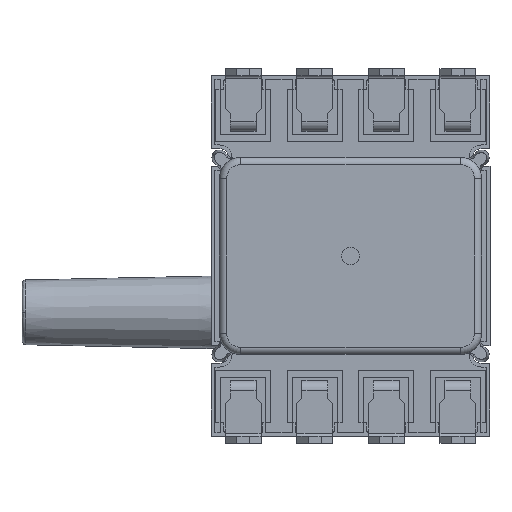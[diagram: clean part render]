
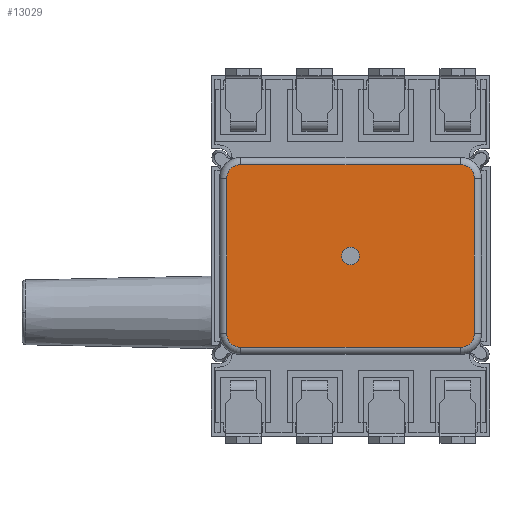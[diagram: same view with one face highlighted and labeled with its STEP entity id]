
A CAD part, front view. The second image highlights one B-rep face of the part: STEP entity #13029.
In plain terms, the highlighted face is planar.
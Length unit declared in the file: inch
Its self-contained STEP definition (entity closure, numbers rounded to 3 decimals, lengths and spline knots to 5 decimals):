
#4266 = EDGE_LOOP ( 'NONE', ( #16878, #16855 ) ) ;
#4268 = EDGE_LOOP ( 'NONE', ( #16828, #16786, #16888, #16859, #16850, #16877, #16841, #16898 ) ) ;
#7613 = VERTEX_POINT ( 'NONE', #9827 ) ;
#7617 = VERTEX_POINT ( 'NONE', #9831 ) ;
#7729 = VERTEX_POINT ( 'NONE', #9911 ) ;
#7735 = VERTEX_POINT ( 'NONE', #9920 ) ;
#7744 = VERTEX_POINT ( 'NONE', #9165 ) ;
#7747 = VERTEX_POINT ( 'NONE', #9155 ) ;
#7749 = VERTEX_POINT ( 'NONE', #9143 ) ;
#7768 = VERTEX_POINT ( 'NONE', #9160 ) ;
#7771 = VERTEX_POINT ( 'NONE', #9135 ) ;
#7787 = VERTEX_POINT ( 'NONE', #9148 ) ;
#7979 = EDGE_CURVE ( 'NONE', #7729, #7771, #17549, .T. ) ;
#7981 = EDGE_CURVE ( 'NONE', #7749, #7744, #17562, .T. ) ;
#7995 = EDGE_CURVE ( 'NONE', #7787, #7729, #17557, .T. ) ;
#7997 = EDGE_CURVE ( 'NONE', #7768, #7749, #17565, .T. ) ;
#8002 = EDGE_CURVE ( 'NONE', #7617, #7613, #17580, .T. ) ;
#8013 = EDGE_CURVE ( 'NONE', #7744, #7735, #17581, .T. ) ;
#8014 = EDGE_CURVE ( 'NONE', #7747, #7787, #17608, .T. ) ;
#8016 = EDGE_CURVE ( 'NONE', #7771, #7768, #17590, .T. ) ;
#8027 = EDGE_CURVE ( 'NONE', #7735, #7747, #17595, .T. ) ;
#9083 = EDGE_CURVE ( 'NONE', #7613, #7617, #10171, .T. ) ;
#9135 = CARTESIAN_POINT ( 'NONE',  ( -0.15354, 0.1063, 0.1276 ) ) ;
#9143 = CARTESIAN_POINT ( 'NONE',  ( 0.17307, 0.1063, 0.10807 ) ) ;
#9148 = CARTESIAN_POINT ( 'NONE',  ( -0.17307, 0.1063, -0.10807 ) ) ;
#9155 = CARTESIAN_POINT ( 'NONE',  ( -0.15354, 0.1063, -0.1276 ) ) ;
#9160 = CARTESIAN_POINT ( 'NONE',  ( 0.15354, 0.1063, 0.1276 ) ) ;
#9165 = CARTESIAN_POINT ( 'NONE',  ( 0.17307, 0.1063, -0.10807 ) ) ;
#9827 = CARTESIAN_POINT ( 'NONE',  ( 0., 0.1063, -0.0125 ) ) ;
#9831 = CARTESIAN_POINT ( 'NONE',  ( 0., 0.1063, 0.0125 ) ) ;
#9911 = CARTESIAN_POINT ( 'NONE',  ( -0.17307, 0.1063, 0.10807 ) ) ;
#9920 = CARTESIAN_POINT ( 'NONE',  ( 0.15354, 0.1063, -0.1276 ) ) ;
#10171 = CIRCLE ( 'NONE', #15822, 0.0125 ) ;
#10776 = FACE_OUTER_BOUND ( 'NONE', #4268, .T. ) ;
#10783 = FACE_BOUND ( 'NONE', #4266, .T. ) ;
#11313 = DIRECTION ( 'NONE',  ( 0., 0., 1. ) ) ;
#11326 = DIRECTION ( 'NONE',  ( 0., 1., 0. ) ) ;
#11348 = CARTESIAN_POINT ( 'NONE',  ( 0., 0.1063, 0. ) ) ;
#13029 = ADVANCED_FACE ( 'NONE', ( #10783, #10776 ), #14456, .T. ) ;
#14447 = DIRECTION ( 'NONE',  ( 0., 0., 1. ) ) ;
#14456 = PLANE ( 'NONE',  #16210 ) ;
#14463 = DIRECTION ( 'NONE',  ( 0., 1., 0. ) ) ;
#14472 = CARTESIAN_POINT ( 'NONE',  ( -0.15354, 0.1063, 0.10807 ) ) ;
#15549 = AXIS2_PLACEMENT_3D ( 'NONE', #18085, #18077, #18079 ) ;
#15551 = AXIS2_PLACEMENT_3D ( 'NONE', #18120, #18122, #18126 ) ;
#15568 = AXIS2_PLACEMENT_3D ( 'NONE', #18059, #18041, #18034 ) ;
#15572 = AXIS2_PLACEMENT_3D ( 'NONE', #18130, #18149, #18132 ) ;
#15574 = AXIS2_PLACEMENT_3D ( 'NONE', #18088, #18089, #18090 ) ;
#15822 = AXIS2_PLACEMENT_3D ( 'NONE', #11348, #11326, #11313 ) ;
#16210 = AXIS2_PLACEMENT_3D ( 'NONE', #14472, #14463, #14447 ) ;
#16786 = ORIENTED_EDGE ( 'NONE', *, *, #7979, .T. ) ;
#16828 = ORIENTED_EDGE ( 'NONE', *, *, #7995, .T. ) ;
#16841 = ORIENTED_EDGE ( 'NONE', *, *, #8027, .T. ) ;
#16850 = ORIENTED_EDGE ( 'NONE', *, *, #7981, .T. ) ;
#16855 = ORIENTED_EDGE ( 'NONE', *, *, #9083, .F. ) ;
#16859 = ORIENTED_EDGE ( 'NONE', *, *, #7997, .T. ) ;
#16877 = ORIENTED_EDGE ( 'NONE', *, *, #8013, .T. ) ;
#16878 = ORIENTED_EDGE ( 'NONE', *, *, #8002, .F. ) ;
#16888 = ORIENTED_EDGE ( 'NONE', *, *, #8016, .T. ) ;
#16898 = ORIENTED_EDGE ( 'NONE', *, *, #8014, .T. ) ;
#17549 = CIRCLE ( 'NONE', #15568, 0.01953 ) ;
#17556 = VECTOR ( 'NONE', #18071, 39.37008 ) ;
#17557 = LINE ( 'NONE', #18074, #17556 ) ;
#17560 = VECTOR ( 'NONE', #18043, 39.37008 ) ;
#17562 = LINE ( 'NONE', #18040, #17560 ) ;
#17565 = CIRCLE ( 'NONE', #15549, 0.01953 ) ;
#17580 = CIRCLE ( 'NONE', #15574, 0.0125 ) ;
#17581 = CIRCLE ( 'NONE', #15551, 0.01953 ) ;
#17590 = LINE ( 'NONE', #18137, #17643 ) ;
#17595 = LINE ( 'NONE', #18162, #17635 ) ;
#17608 = CIRCLE ( 'NONE', #15572, 0.01953 ) ;
#17635 = VECTOR ( 'NONE', #18184, 39.37008 ) ;
#17643 = VECTOR ( 'NONE', #18138, 39.37008 ) ;
#18034 = DIRECTION ( 'NONE',  ( 0., 0., 1. ) ) ;
#18040 = CARTESIAN_POINT ( 'NONE',  ( 0.17307, 0.1063, -0.10807 ) ) ;
#18041 = DIRECTION ( 'NONE',  ( 0., 1., 0. ) ) ;
#18043 = DIRECTION ( 'NONE',  ( 0., 0., -1. ) ) ;
#18059 = CARTESIAN_POINT ( 'NONE',  ( -0.15354, 0.1063, 0.10807 ) ) ;
#18071 = DIRECTION ( 'NONE',  ( 0., 0., 1. ) ) ;
#18074 = CARTESIAN_POINT ( 'NONE',  ( -0.17307, 0.1063, 0.10807 ) ) ;
#18077 = DIRECTION ( 'NONE',  ( 0., 1., 0. ) ) ;
#18079 = DIRECTION ( 'NONE',  ( 0., 0., 1. ) ) ;
#18085 = CARTESIAN_POINT ( 'NONE',  ( 0.15354, 0.1063, 0.10807 ) ) ;
#18088 = CARTESIAN_POINT ( 'NONE',  ( 0., 0.1063, 0. ) ) ;
#18089 = DIRECTION ( 'NONE',  ( 0., 1., 0. ) ) ;
#18090 = DIRECTION ( 'NONE',  ( 0., 0., 1. ) ) ;
#18120 = CARTESIAN_POINT ( 'NONE',  ( 0.15354, 0.1063, -0.10807 ) ) ;
#18122 = DIRECTION ( 'NONE',  ( 0., 1., 0. ) ) ;
#18126 = DIRECTION ( 'NONE',  ( 0., 0., 1. ) ) ;
#18130 = CARTESIAN_POINT ( 'NONE',  ( -0.15354, 0.1063, -0.10807 ) ) ;
#18132 = DIRECTION ( 'NONE',  ( 0., 0., 1. ) ) ;
#18137 = CARTESIAN_POINT ( 'NONE',  ( 0.15354, 0.1063, 0.1276 ) ) ;
#18138 = DIRECTION ( 'NONE',  ( 1., 0., 0. ) ) ;
#18149 = DIRECTION ( 'NONE',  ( 0., 1., 0. ) ) ;
#18162 = CARTESIAN_POINT ( 'NONE',  ( -0.15354, 0.1063, -0.1276 ) ) ;
#18184 = DIRECTION ( 'NONE',  ( -1., 0., 0. ) ) ;
